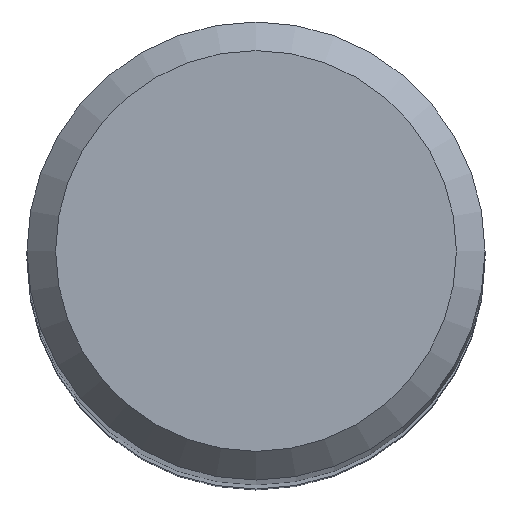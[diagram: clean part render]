
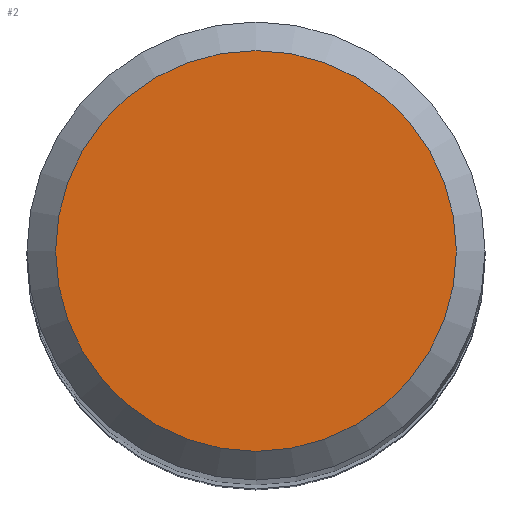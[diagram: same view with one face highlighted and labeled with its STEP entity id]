
A CAD part, top view. The second image highlights one B-rep face of the part: STEP entity #2.
In plain terms, the highlighted planar face has unit normal (0, 0, 1).
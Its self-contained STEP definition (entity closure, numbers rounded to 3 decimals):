
#2 = ADVANCED_FACE ( 'NONE', ( #21 ), #37, .F. ) ;
#8 = AXIS2_PLACEMENT_3D ( 'NONE', #145, #153, #239 ) ;
#21 = FACE_OUTER_BOUND ( 'NONE', #132, .T. ) ;
#26 = ORIENTED_EDGE ( 'NONE', *, *, #238, .F. ) ;
#37 = PLANE ( 'NONE',  #163 ) ;
#55 = CARTESIAN_POINT ( 'NONE',  ( 0., 0., 100. ) ) ;
#72 = VERTEX_POINT ( 'NONE', #149 ) ;
#95 = DIRECTION ( 'NONE',  ( 0., 1., 0. ) ) ;
#115 = DIRECTION ( 'NONE',  ( 0., 0., -1. ) ) ;
#131 = CIRCLE ( 'NONE', #8, 3.5 ) ;
#132 = EDGE_LOOP ( 'NONE', ( #26 ) ) ;
#145 = CARTESIAN_POINT ( 'NONE',  ( 0., 0., 100. ) ) ;
#149 = CARTESIAN_POINT ( 'NONE',  ( 0., 3.5, 100. ) ) ;
#153 = DIRECTION ( 'NONE',  ( 0., 0., -1. ) ) ;
#163 = AXIS2_PLACEMENT_3D ( 'NONE', #55, #115, #95 ) ;
#238 = EDGE_CURVE ( 'NONE', #72, #72, #131, .T. ) ;
#239 = DIRECTION ( 'NONE',  ( 0., 1., 0. ) ) ;
